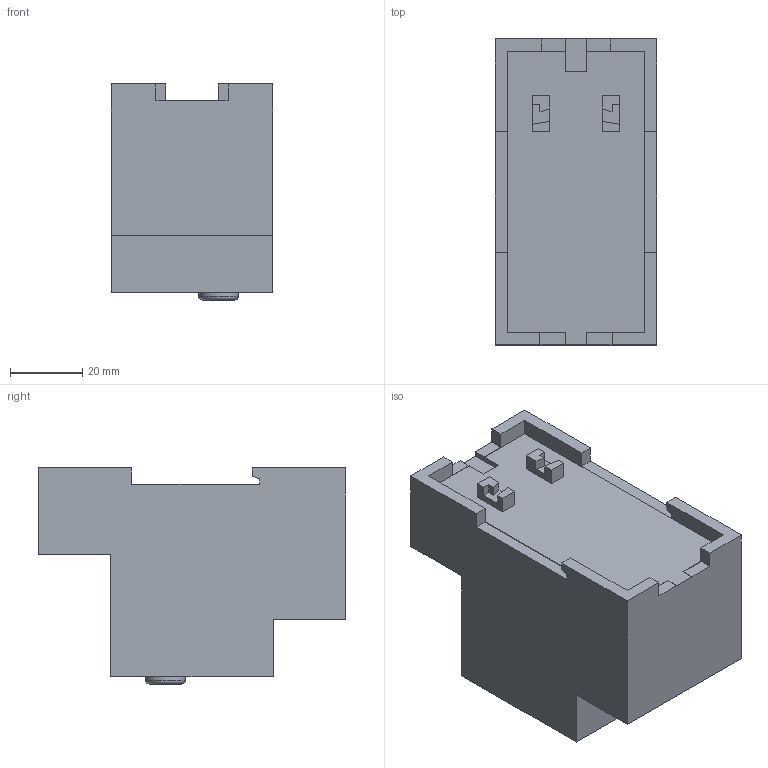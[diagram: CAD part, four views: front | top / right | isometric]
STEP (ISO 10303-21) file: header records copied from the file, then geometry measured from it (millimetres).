
FILE_DESCRIPTION(/* description */ (''),/* implementation_level */ '2;1');
FILE_NAME(/* name */ 'B45_3D CAD_2024-09-26.stp',/* time_stamp */ '2024-09-26T14:28:41+02:00',/* author */ ('JDI'),/* organization */ (''),/* preprocessor_version */ 'ST-DEVELOPER v19.2',/* originating_system */ 'Autodesk Inventor 2023',/* authorisation */ '');
FILE_SCHEMA (('AUTOMOTIVE_DESIGN { 1 0 10303 214 3 1 1 }'));
Length unit declared in the file: millimetre
Products named in the file (1): B45_iam_Simplify_1
Bounding box: 44.8 x 85 x 60 mm (x, y, z)
Volume: 153829.9 mm3; surface area: 23669.3 mm2
Topology: 1 solids, 1 shells, 98 faces, 249 edges, 166 vertices
Faces by surface type: plane 87, cylinder 9, cone 1, torus 1
Full cylindrical faces by diameter (mm): 4.8 x4, 5 x4, 11 x1
Entity records: 3075 total; most frequent: CARTESIAN_POINT 514, ORIENTED_EDGE 498, DIRECTION 470, EDGE_CURVE 249, LINE 226, VECTOR 226, VERTEX_POINT 166, AXIS2_PLACEMENT_3D 122
